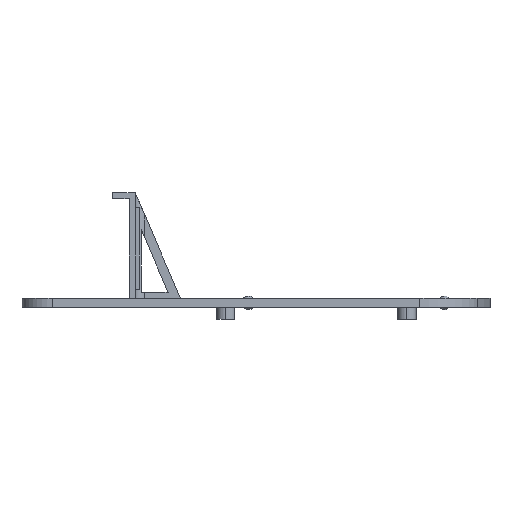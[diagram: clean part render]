
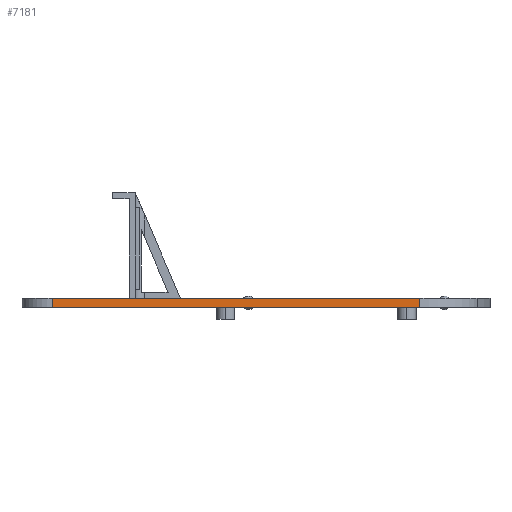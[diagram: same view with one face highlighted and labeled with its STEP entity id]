
A CAD part, left-side view. The second image highlights one B-rep face of the part: STEP entity #7181.
In plain terms, the highlighted planar face has unit normal (-1, 0, 0).
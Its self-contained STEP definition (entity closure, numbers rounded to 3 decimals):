
#35 = DIRECTION ( 'NONE',  ( 0., 0., -1. ) ) ;
#54 = CARTESIAN_POINT ( 'NONE',  ( -129.474, 72.667, 3. ) ) ;
#282 = CARTESIAN_POINT ( 'NONE',  ( -129.474, -49.095, 0. ) ) ;
#535 = ORIENTED_EDGE ( 'NONE', *, *, #4580, .F. ) ;
#677 = DIRECTION ( 'NONE',  ( 0., 0., -1. ) ) ;
#810 = VERTEX_POINT ( 'NONE', #282 ) ;
#857 = LINE ( 'NONE', #7056, #3231 ) ;
#1073 = EDGE_CURVE ( 'NONE', #5913, #2747, #857, .T. ) ;
#1103 = AXIS2_PLACEMENT_3D ( 'NONE', #5253, #6375, #35 ) ;
#1530 = ORIENTED_EDGE ( 'NONE', *, *, #1977, .T. ) ;
#1615 = DIRECTION ( 'NONE',  ( 0., -1., 0. ) ) ;
#1977 = EDGE_CURVE ( 'NONE', #2747, #810, #6446, .T. ) ;
#2129 = VECTOR ( 'NONE', #7045, 1000. ) ;
#2570 = DIRECTION ( 'NONE',  ( 0., -1., 0. ) ) ;
#2747 = VERTEX_POINT ( 'NONE', #3619 ) ;
#3231 = VECTOR ( 'NONE', #677, 1000. ) ;
#3274 = EDGE_LOOP ( 'NONE', ( #1530, #535, #3673, #7312 ) ) ;
#3587 = EDGE_CURVE ( 'NONE', #5913, #6018, #3600, .T. ) ;
#3600 = LINE ( 'NONE', #5977, #4839 ) ;
#3619 = CARTESIAN_POINT ( 'NONE',  ( -129.474, 72.667, 0. ) ) ;
#3673 = ORIENTED_EDGE ( 'NONE', *, *, #3587, .F. ) ;
#4580 = EDGE_CURVE ( 'NONE', #6018, #810, #6017, .T. ) ;
#4839 = VECTOR ( 'NONE', #2570, 1000. ) ;
#4841 = FACE_OUTER_BOUND ( 'NONE', #3274, .T. ) ;
#5226 = PLANE ( 'NONE',  #1103 ) ;
#5253 = CARTESIAN_POINT ( 'NONE',  ( -129.474, -49.095, 3. ) ) ;
#5500 = CARTESIAN_POINT ( 'NONE',  ( -129.474, -49.095, 3. ) ) ;
#5521 = VECTOR ( 'NONE', #1615, 1000. ) ;
#5913 = VERTEX_POINT ( 'NONE', #54 ) ;
#5977 = CARTESIAN_POINT ( 'NONE',  ( -129.474, -49.095, 3. ) ) ;
#6017 = LINE ( 'NONE', #7065, #2129 ) ;
#6018 = VERTEX_POINT ( 'NONE', #5500 ) ;
#6375 = DIRECTION ( 'NONE',  ( 1., 0., 0. ) ) ;
#6446 = LINE ( 'NONE', #6792, #5521 ) ;
#6792 = CARTESIAN_POINT ( 'NONE',  ( -129.474, -49.095, 0. ) ) ;
#7045 = DIRECTION ( 'NONE',  ( 0., 0., -1. ) ) ;
#7056 = CARTESIAN_POINT ( 'NONE',  ( -129.474, 72.667, 3. ) ) ;
#7065 = CARTESIAN_POINT ( 'NONE',  ( -129.474, -49.095, 3. ) ) ;
#7181 = ADVANCED_FACE ( 'NONE', ( #4841 ), #5226, .F. ) ;
#7312 = ORIENTED_EDGE ( 'NONE', *, *, #1073, .T. ) ;
